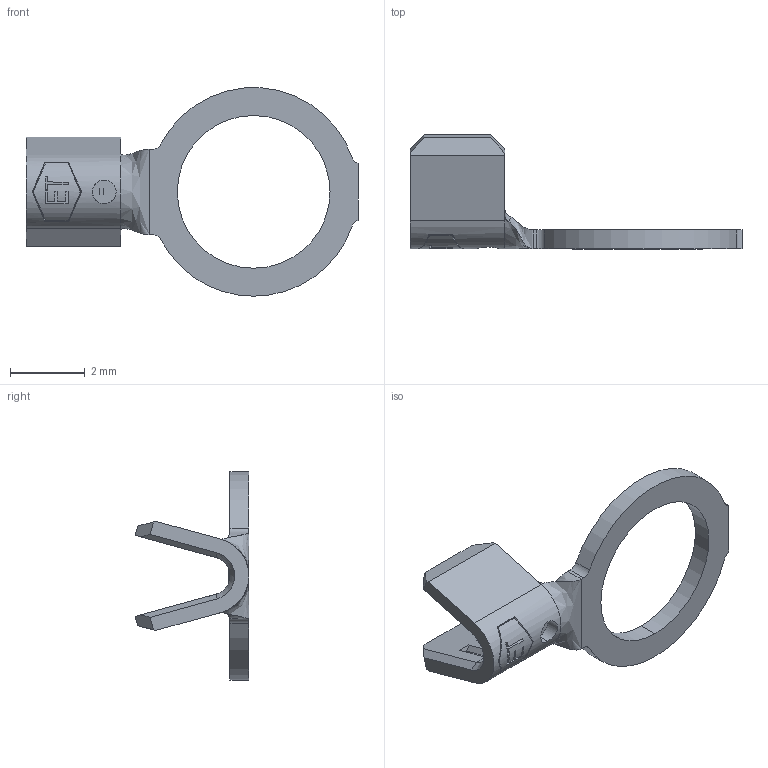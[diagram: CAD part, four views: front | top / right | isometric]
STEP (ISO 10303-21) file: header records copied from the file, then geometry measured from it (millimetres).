
FILE_DESCRIPTION (( 'STEP AP203' ), '1' );
FILE_NAME ('00053.STEP', '2015-02-05T20:36:20', ( '' ), ( '' ), 'SwSTEP 2.0', 'SolidWorks 2014', '' );
FILE_SCHEMA (( 'CONFIG_CONTROL_DESIGN' ));
Length unit declared in the file: inch
Products named in the file (1): 00053
Bounding box: 8.89 x 3.05 x 5.58 mm (x, y, z)
Volume: 14.1 mm3; surface area: 85.1 mm2
Topology: 1 solids, 1 shells, 113 faces, 288 edges, 182 vertices
Faces by surface type: plane 80, cylinder 20, cone 7, bspline 6
Entity records: 3587 total; most frequent: CARTESIAN_POINT 891, ORIENTED_EDGE 576, DIRECTION 495, EDGE_CURVE 288, VECTOR 205, LINE 205, VERTEX_POINT 182, AXIS2_PLACEMENT_3D 145
